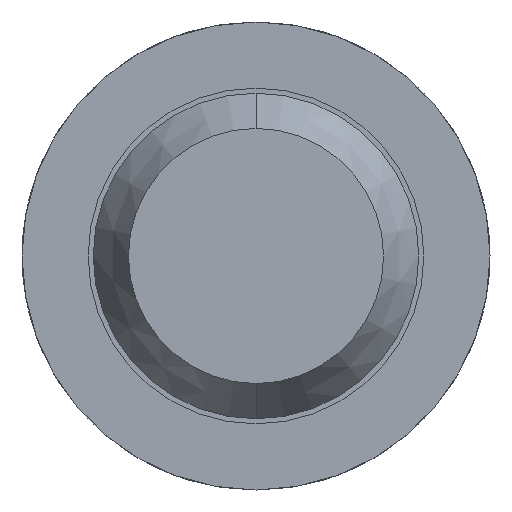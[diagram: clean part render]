
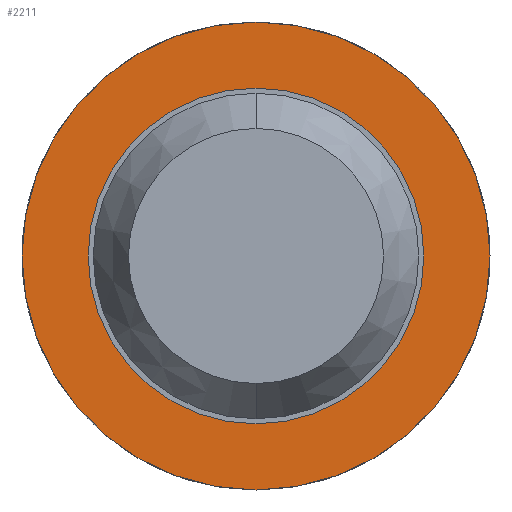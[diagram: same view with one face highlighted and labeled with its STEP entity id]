
A CAD part, front view. The second image highlights one B-rep face of the part: STEP entity #2211.
In plain terms, the highlighted planar face has unit normal (0, -1, 0).
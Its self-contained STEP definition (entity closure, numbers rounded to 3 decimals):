
#106 = VERTEX_POINT ( 'NONE', #3479 ) ;
#142 = DIRECTION ( 'NONE',  ( 0., 0., 1. ) ) ;
#184 = DIRECTION ( 'NONE',  ( 0., 1., 0. ) ) ;
#233 = AXIS2_PLACEMENT_3D ( 'NONE', #3498, #673, #632 ) ;
#295 = CIRCLE ( 'NONE', #1631, 0.825 ) ;
#328 = DIRECTION ( 'NONE',  ( 0., 0., 1. ) ) ;
#400 = ORIENTED_EDGE ( 'NONE', *, *, #3794, .F. ) ;
#606 = ORIENTED_EDGE ( 'NONE', *, *, #1127, .T. ) ;
#632 = DIRECTION ( 'NONE',  ( 0., 0., 1. ) ) ;
#648 = DIRECTION ( 'NONE',  ( 0., 1., 0. ) ) ;
#650 = VERTEX_POINT ( 'NONE', #2362 ) ;
#673 = DIRECTION ( 'NONE',  ( 0., 1., 0. ) ) ;
#851 = FACE_BOUND ( 'NONE', #2054, .T. ) ;
#869 = DIRECTION ( 'NONE',  ( 0., 1., 0. ) ) ;
#1127 = EDGE_CURVE ( 'Defeature ausgef�hrt2_14+Defeature ausgef�hrt2_13+Defeature ausgef�hrt2_13+Defeature ausgef�hrt2_13', #106, #650, #2773, .T. ) ;
#1214 = EDGE_CURVE ( 'Defeature ausgef�hrt2_10+Defeature ausgef�hrt2_14+Defeature ausgef�hrt2_14+Defeature ausgef�hrt2_14', #1825, #4026, #2572, .T. ) ;
#1333 = EDGE_CURVE ( 'Defeature ausgef�hrt2_14+Defeature ausgef�hrt2_13+Defeature ausgef�hrt2_13+Defeature ausgef�hrt2_13', #650, #106, #295, .T. ) ;
#1631 = AXIS2_PLACEMENT_3D ( 'NONE', #3940, #1746, #142 ) ;
#1665 = ORIENTED_EDGE ( 'NONE', *, *, #1214, .F. ) ;
#1746 = DIRECTION ( 'NONE',  ( 0., 1., 0. ) ) ;
#1825 = VERTEX_POINT ( 'NONE', #2456 ) ;
#1861 = DIRECTION ( 'NONE',  ( 0., 0., 1. ) ) ;
#2054 = EDGE_LOOP ( 'NONE', ( #606, #4055 ) ) ;
#2077 = EDGE_LOOP ( 'NONE', ( #400, #1665 ) ) ;
#2119 = AXIS2_PLACEMENT_3D ( 'NONE', #3402, #869, #1861 ) ;
#2211 = ADVANCED_FACE ( 'Defeature ausgef�hrt2_14', ( #3739, #851 ), #3756, .F. ) ;
#2247 = AXIS2_PLACEMENT_3D ( 'NONE', #3514, #648, #328 ) ;
#2362 = CARTESIAN_POINT ( 'NONE',  ( 0., -1.7, -0.825 ) ) ;
#2390 = CARTESIAN_POINT ( 'NONE',  ( 0., -1.7, 1.15 ) ) ;
#2456 = CARTESIAN_POINT ( 'NONE',  ( 0., -1.7, -1.15 ) ) ;
#2466 = DIRECTION ( 'NONE',  ( 0., 0., 1. ) ) ;
#2572 = CIRCLE ( 'NONE', #233, 1.15 ) ;
#2773 = CIRCLE ( 'NONE', #3708, 0.825 ) ;
#3321 = CIRCLE ( 'NONE', #2247, 1.15 ) ;
#3402 = CARTESIAN_POINT ( 'NONE',  ( 0.825, -1.7, 0. ) ) ;
#3479 = CARTESIAN_POINT ( 'NONE',  ( 0., -1.7, 0.825 ) ) ;
#3498 = CARTESIAN_POINT ( 'NONE',  ( 0., -1.7, 0. ) ) ;
#3514 = CARTESIAN_POINT ( 'NONE',  ( 0., -1.7, 0. ) ) ;
#3708 = AXIS2_PLACEMENT_3D ( 'NONE', #4050, #184, #2466 ) ;
#3739 = FACE_OUTER_BOUND ( 'NONE', #2077, .T. ) ;
#3756 = PLANE ( 'NONE',  #2119 ) ;
#3794 = EDGE_CURVE ( 'Defeature ausgef�hrt2_10+Defeature ausgef�hrt2_14+Defeature ausgef�hrt2_14+Defeature ausgef�hrt2_14', #4026, #1825, #3321, .T. ) ;
#3940 = CARTESIAN_POINT ( 'NONE',  ( 0., -1.7, 0. ) ) ;
#4026 = VERTEX_POINT ( 'NONE', #2390 ) ;
#4050 = CARTESIAN_POINT ( 'NONE',  ( 0., -1.7, 0. ) ) ;
#4055 = ORIENTED_EDGE ( 'NONE', *, *, #1333, .T. ) ;
